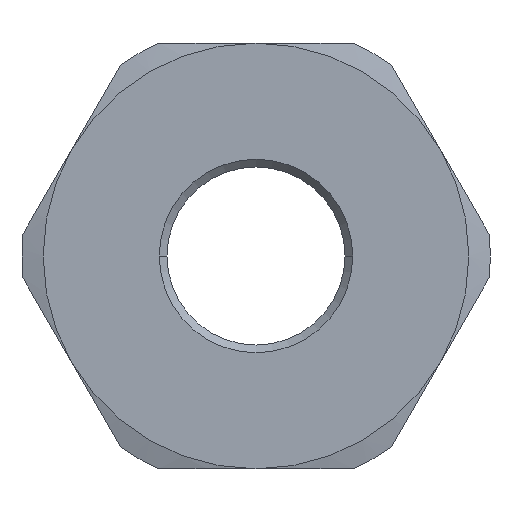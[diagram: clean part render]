
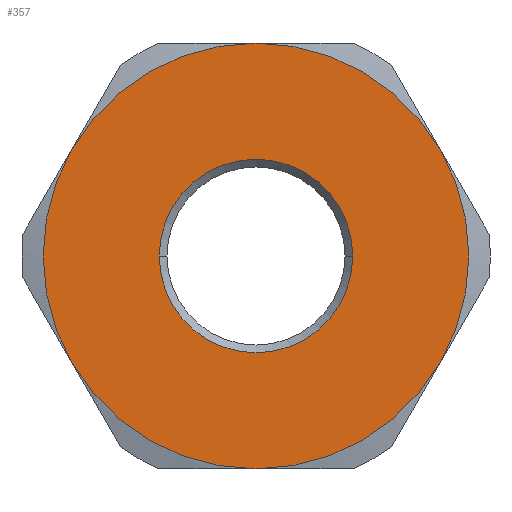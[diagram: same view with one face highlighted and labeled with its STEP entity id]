
A CAD part, left-side view. The second image highlights one B-rep face of the part: STEP entity #357.
In plain terms, the highlighted planar face has unit normal (-1, 0, 0).
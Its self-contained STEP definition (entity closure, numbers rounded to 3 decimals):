
#11 = ORIENTED_EDGE ( 'NONE', *, *, #492, .F. ) ;
#17 = CIRCLE ( 'NONE', #207, 27.5 ) ;
#36 = DIRECTION ( 'NONE',  ( 1., 0., 0. ) ) ;
#39 = AXIS2_PLACEMENT_3D ( 'NONE', #514, #1189, #613 ) ;
#52 = FACE_OUTER_BOUND ( 'NONE', #1129, .T. ) ;
#88 = DIRECTION ( 'NONE',  ( 1., 0., 0. ) ) ;
#92 = VERTEX_POINT ( 'NONE', #915 ) ;
#107 = DIRECTION ( 'NONE',  ( 1., 0., 0. ) ) ;
#137 = CARTESIAN_POINT ( 'NONE',  ( 0., -23.816, 13.75 ) ) ;
#169 = CIRCLE ( 'NONE', #1171, 27.5 ) ;
#175 = DIRECTION ( 'NONE',  ( 1., 0., 0. ) ) ;
#187 = CIRCLE ( 'NONE', #1064, 27.5 ) ;
#204 = DIRECTION ( 'NONE',  ( 1., 0., 0. ) ) ;
#206 = EDGE_CURVE ( 'NONE', #973, #1167, #403, .T. ) ;
#207 = AXIS2_PLACEMENT_3D ( 'NONE', #449, #1125, #539 ) ;
#213 = AXIS2_PLACEMENT_3D ( 'NONE', #728, #175, #835 ) ;
#233 = EDGE_CURVE ( 'NONE', #1092, #92, #336, .T. ) ;
#244 = ORIENTED_EDGE ( 'NONE', *, *, #206, .T. ) ;
#283 = CARTESIAN_POINT ( 'NONE',  ( 0., 0., -27.5 ) ) ;
#297 = VERTEX_POINT ( 'NONE', #283 ) ;
#301 = EDGE_LOOP ( 'NONE', ( #518, #244 ) ) ;
#336 = CIRCLE ( 'NONE', #1176, 27.5 ) ;
#339 = VERTEX_POINT ( 'NONE', #953 ) ;
#341 = ORIENTED_EDGE ( 'NONE', *, *, #1215, .F. ) ;
#350 = CARTESIAN_POINT ( 'NONE',  ( 0., 0., 0. ) ) ;
#357 = ADVANCED_FACE ( 'NONE', ( #496, #52 ), #761, .F. ) ;
#368 = ORIENTED_EDGE ( 'NONE', *, *, #967, .F. ) ;
#384 = CIRCLE ( 'NONE', #213, 12.5 ) ;
#403 = CIRCLE ( 'NONE', #1045, 12.5 ) ;
#411 = CIRCLE ( 'NONE', #892, 27.5 ) ;
#439 = DIRECTION ( 'NONE',  ( 0., 0., -1. ) ) ;
#449 = CARTESIAN_POINT ( 'NONE',  ( 0., 0., 0. ) ) ;
#450 = EDGE_CURVE ( 'NONE', #297, #532, #411, .T. ) ;
#468 = CARTESIAN_POINT ( 'NONE',  ( 0., 0., 0. ) ) ;
#492 = EDGE_CURVE ( 'NONE', #532, #92, #913, .T. ) ;
#496 = FACE_BOUND ( 'NONE', #301, .T. ) ;
#507 = ORIENTED_EDGE ( 'NONE', *, *, #233, .T. ) ;
#512 = CARTESIAN_POINT ( 'NONE',  ( 0., -12.5, 0. ) ) ;
#514 = CARTESIAN_POINT ( 'NONE',  ( 0., 0., 0. ) ) ;
#517 = CARTESIAN_POINT ( 'NONE',  ( 0., 23.816, -13.75 ) ) ;
#518 = ORIENTED_EDGE ( 'NONE', *, *, #767, .T. ) ;
#526 = ORIENTED_EDGE ( 'NONE', *, *, #450, .F. ) ;
#532 = VERTEX_POINT ( 'NONE', #517 ) ;
#539 = DIRECTION ( 'NONE',  ( 0., 0., -1. ) ) ;
#560 = DIRECTION ( 'NONE',  ( 0., 0., 1. ) ) ;
#574 = AXIS2_PLACEMENT_3D ( 'NONE', #577, #204, #866 ) ;
#577 = CARTESIAN_POINT ( 'NONE',  ( 0., 0., 0. ) ) ;
#604 = CARTESIAN_POINT ( 'NONE',  ( 0., 0., 0. ) ) ;
#613 = DIRECTION ( 'NONE',  ( 0., 0., -1. ) ) ;
#657 = CARTESIAN_POINT ( 'NONE',  ( 0., 0., 0. ) ) ;
#672 = CARTESIAN_POINT ( 'NONE',  ( 0., 0., 0. ) ) ;
#693 = DIRECTION ( 'NONE',  ( 0., 0., -1. ) ) ;
#699 = EDGE_CURVE ( 'NONE', #339, #297, #187, .T. ) ;
#728 = CARTESIAN_POINT ( 'NONE',  ( 0., 0., 0. ) ) ;
#743 = DIRECTION ( 'NONE',  ( 0., 0., -1. ) ) ;
#761 = PLANE ( 'NONE',  #574 ) ;
#762 = DIRECTION ( 'NONE',  ( 0., 0., -1. ) ) ;
#767 = EDGE_CURVE ( 'NONE', #1167, #973, #384, .T. ) ;
#835 = DIRECTION ( 'NONE',  ( 0., 0., -1. ) ) ;
#866 = DIRECTION ( 'NONE',  ( 0., 0., -1. ) ) ;
#887 = CARTESIAN_POINT ( 'NONE',  ( 0., 0., 27.5 ) ) ;
#892 = AXIS2_PLACEMENT_3D ( 'NONE', #604, #36, #693 ) ;
#896 = ORIENTED_EDGE ( 'NONE', *, *, #699, .F. ) ;
#913 = CIRCLE ( 'NONE', #39, 27.5 ) ;
#915 = CARTESIAN_POINT ( 'NONE',  ( 0., 23.816, 13.75 ) ) ;
#953 = CARTESIAN_POINT ( 'NONE',  ( 0., -23.816, -13.75 ) ) ;
#967 = EDGE_CURVE ( 'NONE', #1154, #339, #169, .T. ) ;
#973 = VERTEX_POINT ( 'NONE', #1153 ) ;
#1012 = DIRECTION ( 'NONE',  ( 1., 0., 0. ) ) ;
#1045 = AXIS2_PLACEMENT_3D ( 'NONE', #657, #88, #743 ) ;
#1064 = AXIS2_PLACEMENT_3D ( 'NONE', #350, #1012, #439 ) ;
#1092 = VERTEX_POINT ( 'NONE', #887 ) ;
#1125 = DIRECTION ( 'NONE',  ( 1., 0., 0. ) ) ;
#1129 = EDGE_LOOP ( 'NONE', ( #526, #896, #368, #341, #507, #11 ) ) ;
#1141 = DIRECTION ( 'NONE',  ( -1., 0., 0. ) ) ;
#1153 = CARTESIAN_POINT ( 'NONE',  ( 0., 12.5, 0. ) ) ;
#1154 = VERTEX_POINT ( 'NONE', #137 ) ;
#1167 = VERTEX_POINT ( 'NONE', #512 ) ;
#1171 = AXIS2_PLACEMENT_3D ( 'NONE', #672, #107, #762 ) ;
#1176 = AXIS2_PLACEMENT_3D ( 'NONE', #468, #1141, #560 ) ;
#1189 = DIRECTION ( 'NONE',  ( 1., 0., 0. ) ) ;
#1215 = EDGE_CURVE ( 'NONE', #1092, #1154, #17, .T. ) ;
